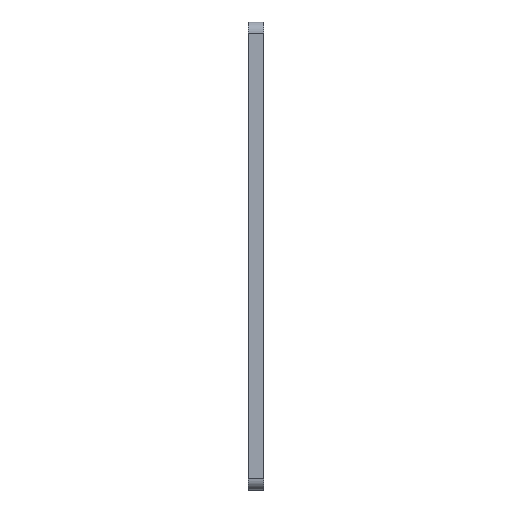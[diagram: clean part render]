
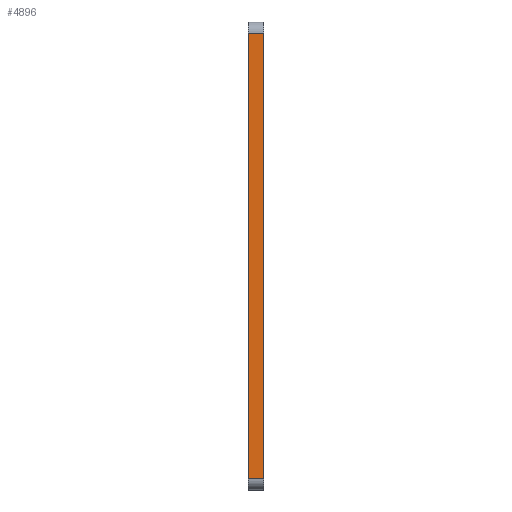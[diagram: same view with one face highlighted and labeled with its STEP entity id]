
A CAD part, left-side view. The second image highlights one B-rep face of the part: STEP entity #4896.
In plain terms, the highlighted planar face has unit normal (-1, 0, 0).
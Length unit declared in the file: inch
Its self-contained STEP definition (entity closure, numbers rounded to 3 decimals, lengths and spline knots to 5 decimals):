
#674 = CARTESIAN_POINT ( 'NONE',  ( -0.5, 0., -5.37 ) ) ;
#832 = VECTOR ( 'NONE', #2199, 39.37008 ) ;
#1059 = CARTESIAN_POINT ( 'NONE',  ( -0.5, 0., -0.13 ) ) ;
#1217 = CARTESIAN_POINT ( 'NONE',  ( -0.5, 0., -5.5 ) ) ;
#1379 = DIRECTION ( 'NONE',  ( 0., 0., -1. ) ) ;
#1672 = ORIENTED_EDGE ( 'NONE', *, *, #5369, .T. ) ;
#1673 = EDGE_LOOP ( 'NONE', ( #6265, #7981, #1672, #8648 ) ) ;
#1950 = AXIS2_PLACEMENT_3D ( 'NONE', #10188, #6799, #2434 ) ;
#2018 = CARTESIAN_POINT ( 'NONE',  ( -0.5, 0.1875, -5.37 ) ) ;
#2035 = EDGE_CURVE ( 'NONE', #10343, #6205, #9390, .T. ) ;
#2128 = LINE ( 'NONE', #2235, #5797 ) ;
#2185 = EDGE_CURVE ( 'NONE', #10882, #6278, #8263, .T. ) ;
#2199 = DIRECTION ( 'NONE',  ( 0., 1., 0. ) ) ;
#2235 = CARTESIAN_POINT ( 'NONE',  ( -0.5, 0.1875, 0. ) ) ;
#2434 = DIRECTION ( 'NONE',  ( 0., 0., 1. ) ) ;
#2759 = LINE ( 'NONE', #1217, #7249 ) ;
#3300 = FACE_OUTER_BOUND ( 'NONE', #1673, .T. ) ;
#3475 = DIRECTION ( 'NONE',  ( 0., -1., 0. ) ) ;
#4896 = ADVANCED_FACE ( 'NONE', ( #3300 ), #6737, .T. ) ;
#5369 = EDGE_CURVE ( 'NONE', #6278, #10343, #2128, .T. ) ;
#5396 = DIRECTION ( 'NONE',  ( 0., 0., 1. ) ) ;
#5797 = VECTOR ( 'NONE', #1379, 39.37008 ) ;
#5889 = EDGE_CURVE ( 'NONE', #6205, #10882, #2759, .T. ) ;
#6205 = VERTEX_POINT ( 'NONE', #6823 ) ;
#6265 = ORIENTED_EDGE ( 'NONE', *, *, #5889, .T. ) ;
#6278 = VERTEX_POINT ( 'NONE', #8410 ) ;
#6737 = PLANE ( 'NONE',  #1950 ) ;
#6799 = DIRECTION ( 'NONE',  ( -1., 0., 0. ) ) ;
#6823 = CARTESIAN_POINT ( 'NONE',  ( -0.5, 0., -5.37 ) ) ;
#7249 = VECTOR ( 'NONE', #5396, 39.37008 ) ;
#7736 = VECTOR ( 'NONE', #3475, 39.37008 ) ;
#7981 = ORIENTED_EDGE ( 'NONE', *, *, #2185, .T. ) ;
#8263 = LINE ( 'NONE', #8326, #832 ) ;
#8326 = CARTESIAN_POINT ( 'NONE',  ( -0.5, 0.1875, -0.13 ) ) ;
#8410 = CARTESIAN_POINT ( 'NONE',  ( -0.5, 0.1875, -0.13 ) ) ;
#8648 = ORIENTED_EDGE ( 'NONE', *, *, #2035, .T. ) ;
#9390 = LINE ( 'NONE', #674, #7736 ) ;
#10188 = CARTESIAN_POINT ( 'NONE',  ( -0.5, 0., 0. ) ) ;
#10343 = VERTEX_POINT ( 'NONE', #2018 ) ;
#10882 = VERTEX_POINT ( 'NONE', #1059 ) ;
